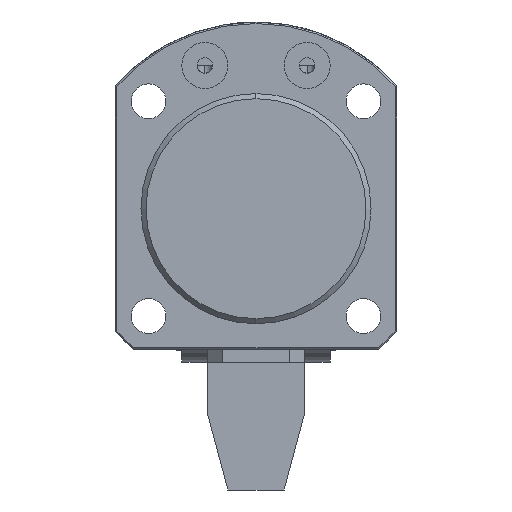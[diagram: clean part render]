
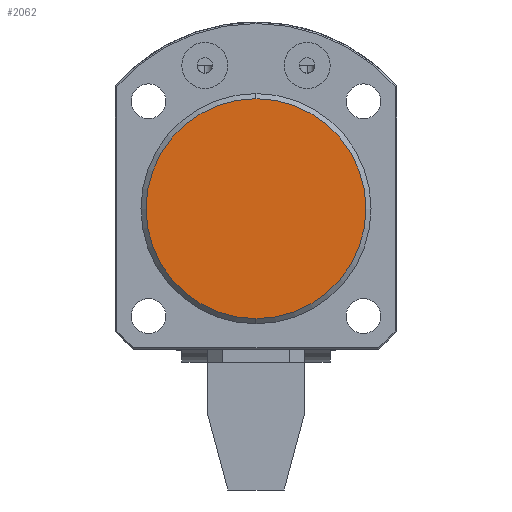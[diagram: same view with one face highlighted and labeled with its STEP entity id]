
A CAD part, left-side view. The second image highlights one B-rep face of the part: STEP entity #2062.
In plain terms, the highlighted planar face has unit normal (-1, 0, 0).
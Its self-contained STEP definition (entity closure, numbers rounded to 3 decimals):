
#1750 = VERTEX_POINT ( 'NONE', #8616 ) ;
#2062 = ADVANCED_FACE ( 'NONE', ( #4007 ), #7660, .F. ) ;
#2549 = CARTESIAN_POINT ( 'NONE',  ( 0., 0., 21.5 ) ) ;
#2758 = EDGE_CURVE ( 'NONE', #1750, #3591, #6628, .T. ) ;
#3453 = CARTESIAN_POINT ( 'NONE',  ( 0., 0., 0. ) ) ;
#3455 = DIRECTION ( 'NONE',  ( -1., 0., 0. ) ) ;
#3469 = DIRECTION ( 'NONE',  ( 0., 0., -1. ) ) ;
#3591 = VERTEX_POINT ( 'NONE', #2549 ) ;
#3676 = AXIS2_PLACEMENT_3D ( 'NONE', #5495, #5491, #5479 ) ;
#4007 = FACE_OUTER_BOUND ( 'NONE', #7390, .T. ) ;
#5401 = EDGE_CURVE ( 'NONE', #3591, #1750, #7539, .T. ) ;
#5479 = DIRECTION ( 'NONE',  ( 0., 0., -1. ) ) ;
#5491 = DIRECTION ( 'NONE',  ( -1., 0., 0. ) ) ;
#5495 = CARTESIAN_POINT ( 'NONE',  ( 0., 0., 0. ) ) ;
#6534 = AXIS2_PLACEMENT_3D ( 'NONE', #3453, #3455, #3469 ) ;
#6628 = CIRCLE ( 'NONE', #3676, 21.5 ) ;
#6907 = AXIS2_PLACEMENT_3D ( 'NONE', #7648, #7614, #7609 ) ;
#6941 = ORIENTED_EDGE ( 'NONE', *, *, #2758, .T. ) ;
#7390 = EDGE_LOOP ( 'NONE', ( #6941, #7584 ) ) ;
#7539 = CIRCLE ( 'NONE', #6534, 21.5 ) ;
#7584 = ORIENTED_EDGE ( 'NONE', *, *, #5401, .T. ) ;
#7609 = DIRECTION ( 'NONE',  ( 0., 0., -1. ) ) ;
#7614 = DIRECTION ( 'NONE',  ( 1., 0., 0. ) ) ;
#7648 = CARTESIAN_POINT ( 'NONE',  ( 0., 0., 0. ) ) ;
#7660 = PLANE ( 'NONE',  #6907 ) ;
#8616 = CARTESIAN_POINT ( 'NONE',  ( 0., 0., -21.5 ) ) ;
